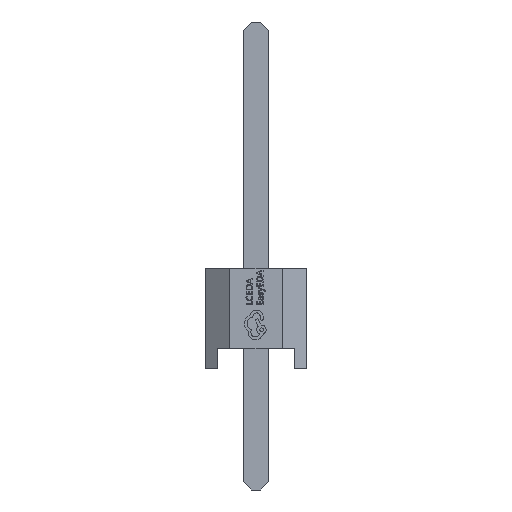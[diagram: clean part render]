
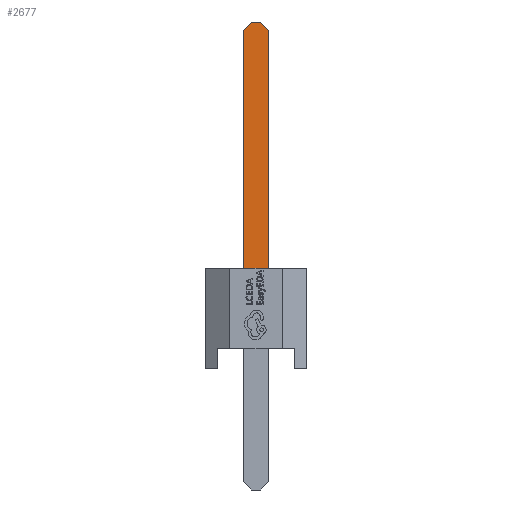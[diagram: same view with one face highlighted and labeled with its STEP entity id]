
A CAD part, left-side view. The second image highlights one B-rep face of the part: STEP entity #2677.
In plain terms, the highlighted planar face has unit normal (-1, 0, 0).
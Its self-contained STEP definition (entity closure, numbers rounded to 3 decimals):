
#125 = VERTEX_POINT ( 'NONE', #17818 ) ;
#323 = ORIENTED_EDGE ( 'NONE', *, *, #12714, .F. ) ;
#341 = VERTEX_POINT ( 'NONE', #7368 ) ;
#1164 = VECTOR ( 'NONE', #13979, 1000. ) ;
#1430 = CARTESIAN_POINT ( 'NONE',  ( -6.67, 0.32, -2.8 ) ) ;
#1785 = VECTOR ( 'NONE', #2657, 1000. ) ;
#1887 = CARTESIAN_POINT ( 'NONE',  ( -6.67, 0.32, 2.5 ) ) ;
#2158 = LINE ( 'NONE', #17929, #14858 ) ;
#2576 = VERTEX_POINT ( 'NONE', #1887 ) ;
#2657 = DIRECTION ( 'NONE',  ( 0., 0.707, 0.707 ) ) ;
#2677 = ADVANCED_FACE ( 'NONE', ( #11130 ), #4944, .T. ) ;
#3022 = DIRECTION ( 'NONE',  ( -1., 0., 0. ) ) ;
#4944 = PLANE ( 'NONE',  #14739 ) ;
#4964 = EDGE_LOOP ( 'NONE', ( #323, #14898, #10816, #7124, #6244, #17099 ) ) ;
#5168 = EDGE_CURVE ( 'NONE', #13232, #125, #2158, .T. ) ;
#6244 = ORIENTED_EDGE ( 'NONE', *, *, #12196, .T. ) ;
#6451 = CARTESIAN_POINT ( 'NONE',  ( -6.67, 0., 0. ) ) ;
#7124 = ORIENTED_EDGE ( 'NONE', *, *, #5168, .T. ) ;
#7368 = CARTESIAN_POINT ( 'NONE',  ( -6.67, -0.32, 2.5 ) ) ;
#7489 = VECTOR ( 'NONE', #9197, 1000. ) ;
#7777 = CARTESIAN_POINT ( 'NONE',  ( -6.67, -0.32, -2.8 ) ) ;
#7970 = DIRECTION ( 'NONE',  ( 0., 0., 1. ) ) ;
#7984 = VECTOR ( 'NONE', #10306, 1000. ) ;
#8127 = VECTOR ( 'NONE', #18443, 1000. ) ;
#8612 = CARTESIAN_POINT ( 'NONE',  ( -6.67, -0.32, 8.4 ) ) ;
#8875 = EDGE_CURVE ( 'NONE', #16497, #13232, #11784, .T. ) ;
#9096 = LINE ( 'NONE', #7777, #8127 ) ;
#9197 = DIRECTION ( 'NONE',  ( 0., 0., -1. ) ) ;
#10306 = DIRECTION ( 'NONE',  ( 0., 1., 0. ) ) ;
#10816 = ORIENTED_EDGE ( 'NONE', *, *, #8875, .T. ) ;
#11130 = FACE_OUTER_BOUND ( 'NONE', #4964, .T. ) ;
#11784 = LINE ( 'NONE', #8612, #1785 ) ;
#12196 = EDGE_CURVE ( 'NONE', #125, #15644, #15208, .T. ) ;
#12283 = LINE ( 'NONE', #1430, #7489 ) ;
#12714 = EDGE_CURVE ( 'NONE', #341, #2576, #16654, .T. ) ;
#13232 = VERTEX_POINT ( 'NONE', #17748 ) ;
#13604 = EDGE_CURVE ( 'NONE', #341, #16497, #9096, .T. ) ;
#13979 = DIRECTION ( 'NONE',  ( 0., 0.707, -0.707 ) ) ;
#14590 = CARTESIAN_POINT ( 'NONE',  ( -6.67, 0.32, 8.4 ) ) ;
#14591 = EDGE_CURVE ( 'NONE', #15644, #2576, #12283, .T. ) ;
#14739 = AXIS2_PLACEMENT_3D ( 'NONE', #6451, #3022, #7970 ) ;
#14858 = VECTOR ( 'NONE', #15979, 1000. ) ;
#14898 = ORIENTED_EDGE ( 'NONE', *, *, #13604, .T. ) ;
#15208 = LINE ( 'NONE', #20043, #1164 ) ;
#15644 = VERTEX_POINT ( 'NONE', #14590 ) ;
#15979 = DIRECTION ( 'NONE',  ( 0., 1., 0. ) ) ;
#16497 = VERTEX_POINT ( 'NONE', #17159 ) ;
#16654 = LINE ( 'NONE', #18112, #7984 ) ;
#17099 = ORIENTED_EDGE ( 'NONE', *, *, #14591, .T. ) ;
#17159 = CARTESIAN_POINT ( 'NONE',  ( -6.67, -0.32, 8.4 ) ) ;
#17748 = CARTESIAN_POINT ( 'NONE',  ( -6.67, -0.12, 8.6 ) ) ;
#17818 = CARTESIAN_POINT ( 'NONE',  ( -6.67, 0.12, 8.6 ) ) ;
#17929 = CARTESIAN_POINT ( 'NONE',  ( -6.67, 0.12, 8.6 ) ) ;
#18112 = CARTESIAN_POINT ( 'NONE',  ( -6.67, 0., 2.5 ) ) ;
#18443 = DIRECTION ( 'NONE',  ( 0., 0., 1. ) ) ;
#20043 = CARTESIAN_POINT ( 'NONE',  ( -6.67, 0.32, 8.4 ) ) ;
